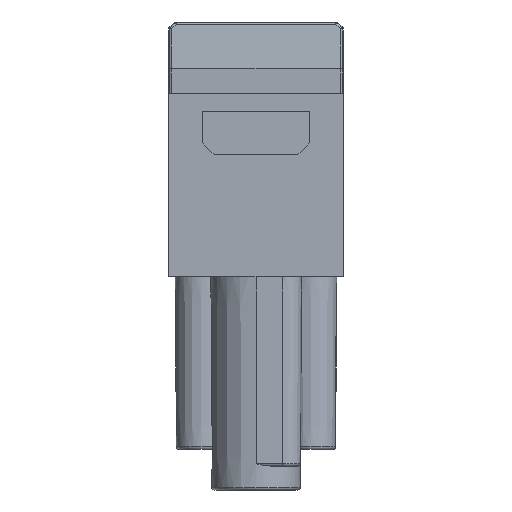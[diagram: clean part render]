
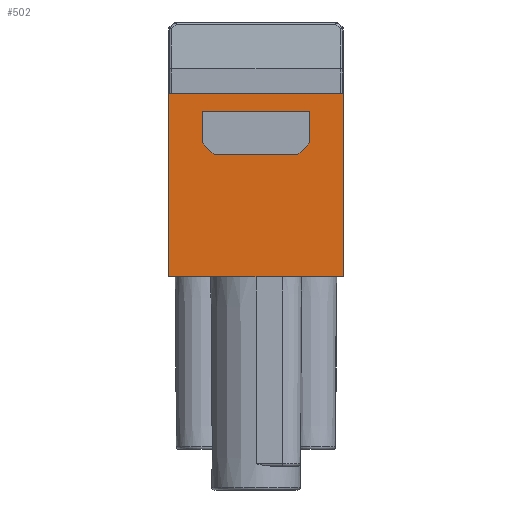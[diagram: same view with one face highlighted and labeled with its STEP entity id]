
A CAD part, left-side view. The second image highlights one B-rep face of the part: STEP entity #502.
In plain terms, the highlighted planar face has unit normal (-1, 0, 0).
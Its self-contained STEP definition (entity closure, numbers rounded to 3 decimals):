
#286=FACE_BOUND('',#1792,.T.);
#287=FACE_BOUND('',#1793,.T.);
#502=ADVANCED_FACE('',(#286,#287),#1004,.F.);
#1004=PLANE('',#9479);
#1792=EDGE_LOOP('',(#3116,#3117,#3118,#3119,#3120,#3121));
#1793=EDGE_LOOP('',(#3122,#3123,#3124,#3125));
#3116=ORIENTED_EDGE('',*,*,#6440,.T.);
#3117=ORIENTED_EDGE('',*,*,#6489,.F.);
#3118=ORIENTED_EDGE('',*,*,#6490,.F.);
#3119=ORIENTED_EDGE('',*,*,#6441,.F.);
#3120=ORIENTED_EDGE('',*,*,#6437,.T.);
#3121=ORIENTED_EDGE('',*,*,#6434,.T.);
#3122=ORIENTED_EDGE('',*,*,#6491,.F.);
#3123=ORIENTED_EDGE('',*,*,#6192,.T.);
#3124=ORIENTED_EDGE('',*,*,#6488,.T.);
#3125=ORIENTED_EDGE('',*,*,#6338,.F.);
#5356=VERTEX_POINT('',#12971);
#5357=VERTEX_POINT('',#12973);
#5502=VERTEX_POINT('',#13269);
#5503=VERTEX_POINT('',#13271);
#5575=VERTEX_POINT('',#13490);
#5578=VERTEX_POINT('',#13495);
#5579=VERTEX_POINT('',#13499);
#5582=VERTEX_POINT('',#13507);
#5583=VERTEX_POINT('',#13511);
#5611=VERTEX_POINT('',#13622);
#6192=EDGE_CURVE('',#5357,#5356,#7483,.T.);
#6338=EDGE_CURVE('',#5502,#5503,#7582,.T.);
#6434=EDGE_CURVE('',#5575,#5578,#7636,.T.);
#6437=EDGE_CURVE('',#5579,#5575,#7639,.T.);
#6440=EDGE_CURVE('',#5578,#5582,#7642,.T.);
#6441=EDGE_CURVE('',#5579,#5583,#7643,.T.);
#6488=EDGE_CURVE('',#5356,#5503,#7683,.T.);
#6489=EDGE_CURVE('',#5611,#5582,#7684,.T.);
#6490=EDGE_CURVE('',#5583,#5611,#7685,.T.);
#6491=EDGE_CURVE('',#5357,#5502,#7686,.T.);
#7483=LINE('',#12972,#8417);
#7582=LINE('',#13270,#8516);
#7636=LINE('',#13496,#8570);
#7639=LINE('',#13502,#8573);
#7642=LINE('',#13508,#8576);
#7643=LINE('',#13510,#8577);
#7683=LINE('',#13619,#8617);
#7684=LINE('',#13621,#8618);
#7685=LINE('',#13623,#8619);
#7686=LINE('',#13624,#8620);
#8417=VECTOR('',#10258,1.);
#8516=VECTOR('',#10463,1.);
#8570=VECTOR('',#10637,1.);
#8573=VECTOR('',#10642,1.);
#8576=VECTOR('',#10647,1.);
#8577=VECTOR('',#10650,1.);
#8617=VECTOR('',#10736,1.);
#8618=VECTOR('',#10739,1.);
#8619=VECTOR('',#10740,1.);
#8620=VECTOR('',#10741,1.);
#9479=AXIS2_PLACEMENT_3D('',#13625,#10742,#10743);
#10258=DIRECTION('',(0.,1.,0.));
#10463=DIRECTION('',(0.,1.,0.));
#10637=DIRECTION('',(0.,0.,1.));
#10642=DIRECTION('',(0.,0.707,0.707));
#10647=DIRECTION('',(0.,-1.,0.));
#10650=DIRECTION('',(0.,-1.,0.));
#10736=DIRECTION('',(0.,0.,-1.));
#10739=DIRECTION('',(0.,0.,1.));
#10740=DIRECTION('',(0.,-0.707,0.707));
#10741=DIRECTION('',(0.,0.,-1.));
#10742=DIRECTION('',(1.,0.,0.));
#10743=DIRECTION('',(0.,-1.,0.));
#12971=CARTESIAN_POINT('',(-15.1,7.3,-6.));
#12972=CARTESIAN_POINT('',(-15.1,-50.732,-6.));
#12973=CARTESIAN_POINT('',(-15.1,-7.3,-6.));
#13269=CARTESIAN_POINT('',(-15.1,-7.3,-21.3));
#13270=CARTESIAN_POINT('',(-15.1,-7.3,-21.3));
#13271=CARTESIAN_POINT('',(-15.1,7.3,-21.3));
#13490=CARTESIAN_POINT('',(-15.1,4.5,-10.1));
#13495=CARTESIAN_POINT('',(-15.1,4.5,-7.5));
#13496=CARTESIAN_POINT('',(-15.1,4.5,-44.3));
#13499=CARTESIAN_POINT('',(-15.1,3.5,-11.1));
#13502=CARTESIAN_POINT('',(-15.1,3.5,-11.1));
#13507=CARTESIAN_POINT('',(-15.1,-4.5,-7.5));
#13508=CARTESIAN_POINT('',(-15.1,-7.3,-7.5));
#13510=CARTESIAN_POINT('',(-15.1,-7.3,-11.1));
#13511=CARTESIAN_POINT('',(-15.1,-3.5,-11.1));
#13619=CARTESIAN_POINT('',(-15.1,7.3,-44.3));
#13621=CARTESIAN_POINT('',(-15.1,-4.5,-44.3));
#13622=CARTESIAN_POINT('',(-15.1,-4.5,-10.1));
#13623=CARTESIAN_POINT('',(-15.1,11.2,-25.8));
#13624=CARTESIAN_POINT('',(-15.1,-7.3,-44.3));
#13625=CARTESIAN_POINT('',(-15.1,-7.3,-44.3));
